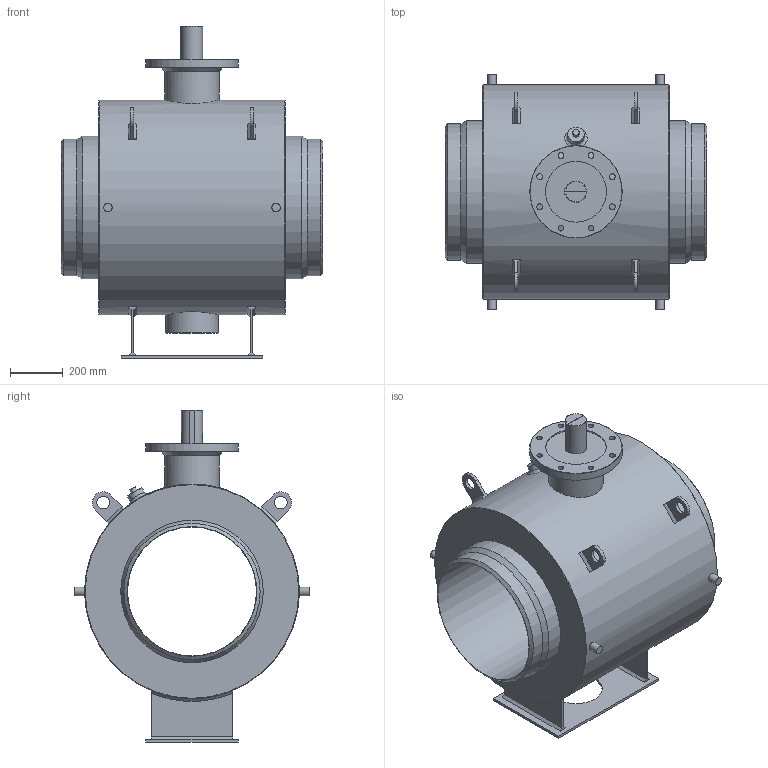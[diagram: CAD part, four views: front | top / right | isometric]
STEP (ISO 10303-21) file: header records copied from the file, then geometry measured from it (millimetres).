
FILE_DESCRIPTION( ( 'Unknown' ), '1' );
FILE_NAME( 'A500WW9_1.stp', 'Unknown', ( 'Unknown' ), ( 'Unknown' ), 'PSStep 14.0', 'Unknown', ' ' );
FILE_SCHEMA( ( 'AUTOMOTIVE_DESIGN { 1 0 10303 214 1 1 1 1 }' ) );
Length unit declared in the file: millimetre
Products named in the file (1): 1
Bounding box: 991 x 890 x 1257 mm (x, y, z)
Volume: 256351712.4 mm3; surface area: 5343778.6 mm2
Topology: 1 solids, 1 shells, 116 faces, 282 edges, 186 vertices
Faces by surface type: plane 57, cylinder 34, cone 24, bspline 1
Full cylindrical faces by diameter (mm): 22 x8, 24 x1, 32 x4, 48 x4, 63 x1, 80 x1, 198 x1, 200 x1, 206 x1, 230 x1, 350 x1, 488 x1, 516 x2, 540 x2, 813 x1
Entity records: 6488 total; most frequent: CARTESIAN_POINT 2967, DIRECTION 524, ORIENTED_EDGE 460, EDGE_CURVE 230, AXIS2_PLACEMENT_3D 214, EDGE_LOOP 206, VERTEX_POINT 176, FACE_OUTER_BOUND 147
